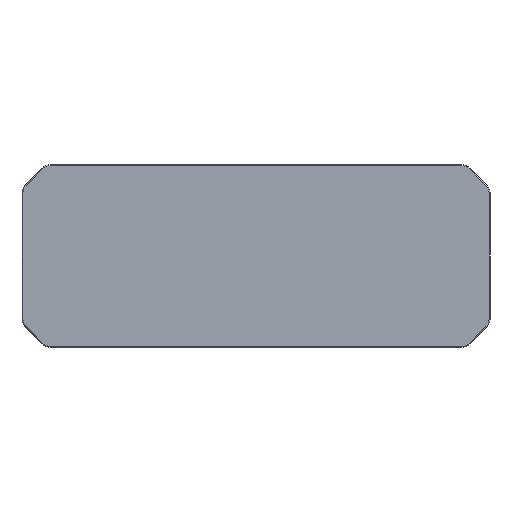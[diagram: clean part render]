
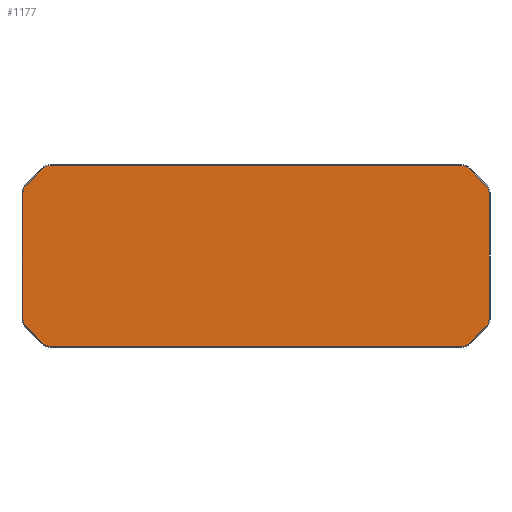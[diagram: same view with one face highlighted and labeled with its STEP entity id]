
A CAD part, front view. The second image highlights one B-rep face of the part: STEP entity #1177.
In plain terms, the highlighted free-form (B-spline) face has degree [1, 1] with [2, 2] control points.
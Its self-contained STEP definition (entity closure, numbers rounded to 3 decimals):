
#1177 = ADVANCED_FACE('',(#1178),#1300,.F.);
#1178 = FACE_BOUND('',#1179,.T.);
#1179 = EDGE_LOOP('',(#1180,#1190,#1197,#1205,#1212,#1220,#1227,#1235,
    #1242,#1250,#1257,#1265,#1272,#1280,#1287,#1295));
#1180 = ORIENTED_EDGE('',*,*,#1181,.T.);
#1181 = EDGE_CURVE('',#1182,#1184,#1186,.T.);
#1182 = VERTEX_POINT('',#1183);
#1183 = CARTESIAN_POINT('',(115.932,-18.192,
    46.24));
#1184 = VERTEX_POINT('',#1185);
#1185 = CARTESIAN_POINT('',(113.96,-18.192,
    47.057));
#1186 = ( BOUNDED_CURVE() B_SPLINE_CURVE(2,(#1187,#1188,#1189),
.UNSPECIFIED.,.F.,.F.) B_SPLINE_CURVE_WITH_KNOTS((3,3),(5.498,
6.283),.PIECEWISE_BEZIER_KNOTS.) CURVE() 
GEOMETRIC_REPRESENTATION_ITEM() RATIONAL_B_SPLINE_CURVE((1.,
0.924,1.)) REPRESENTATION_ITEM('') );
#1187 = CARTESIAN_POINT('',(115.932,-18.192,
    46.24));
#1188 = CARTESIAN_POINT('',(115.115,-18.192,
    47.057));
#1189 = CARTESIAN_POINT('',(113.96,-18.192,
    47.057));
#1190 = ORIENTED_EDGE('',*,*,#1191,.T.);
#1191 = EDGE_CURVE('',#1184,#1192,#1194,.T.);
#1192 = VERTEX_POINT('',#1193);
#1193 = CARTESIAN_POINT('',(7.32,-18.192,
    47.057));
#1194 = B_SPLINE_CURVE_WITH_KNOTS('',1,(#1195,#1196),.UNSPECIFIED.,.F.,
  .F.,(2,2),(-111.67,0.),.PIECEWISE_BEZIER_KNOTS.);
#1195 = CARTESIAN_POINT('',(113.96,-18.192,
    47.057));
#1196 = CARTESIAN_POINT('',(7.32,-18.192,
    47.057));
#1197 = ORIENTED_EDGE('',*,*,#1198,.T.);
#1198 = EDGE_CURVE('',#1192,#1199,#1201,.T.);
#1199 = VERTEX_POINT('',#1200);
#1200 = CARTESIAN_POINT('',(5.347,-18.192,
    46.24));
#1201 = ( BOUNDED_CURVE() B_SPLINE_CURVE(2,(#1202,#1203,#1204),
.UNSPECIFIED.,.F.,.F.) B_SPLINE_CURVE_WITH_KNOTS((3,3),(0.,
0.785),.PIECEWISE_BEZIER_KNOTS.) CURVE() 
GEOMETRIC_REPRESENTATION_ITEM() RATIONAL_B_SPLINE_CURVE((1.,
0.924,1.)) REPRESENTATION_ITEM('') );
#1202 = CARTESIAN_POINT('',(7.32,-18.192,
    47.057));
#1203 = CARTESIAN_POINT('',(6.164,-18.192,
    47.057));
#1204 = CARTESIAN_POINT('',(5.347,-18.192,
    46.24));
#1205 = ORIENTED_EDGE('',*,*,#1206,.T.);
#1206 = EDGE_CURVE('',#1199,#1207,#1209,.T.);
#1207 = VERTEX_POINT('',#1208);
#1208 = CARTESIAN_POINT('',(1.06,-18.192,
    41.952));
#1209 = B_SPLINE_CURVE_WITH_KNOTS('',1,(#1210,#1211),.UNSPECIFIED.,.F.,
  .F.,(2,2),(-6.35,0.),.PIECEWISE_BEZIER_KNOTS.);
#1210 = CARTESIAN_POINT('',(5.347,-18.192,
    46.24));
#1211 = CARTESIAN_POINT('',(1.06,-18.192,
    41.952));
#1212 = ORIENTED_EDGE('',*,*,#1213,.T.);
#1213 = EDGE_CURVE('',#1207,#1214,#1216,.T.);
#1214 = VERTEX_POINT('',#1215);
#1215 = CARTESIAN_POINT('',(0.243,-18.192,
    39.979));
#1216 = ( BOUNDED_CURVE() B_SPLINE_CURVE(2,(#1217,#1218,#1219),
.UNSPECIFIED.,.F.,.F.) B_SPLINE_CURVE_WITH_KNOTS((3,3),(0.785,
1.571),.PIECEWISE_BEZIER_KNOTS.) CURVE() 
GEOMETRIC_REPRESENTATION_ITEM() RATIONAL_B_SPLINE_CURVE((1.,
0.924,1.)) REPRESENTATION_ITEM('') );
#1217 = CARTESIAN_POINT('',(1.06,-18.192,
    41.952));
#1218 = CARTESIAN_POINT('',(0.243,-18.192,
    41.135));
#1219 = CARTESIAN_POINT('',(0.243,-18.192,
    39.979));
#1220 = ORIENTED_EDGE('',*,*,#1221,.T.);
#1221 = EDGE_CURVE('',#1214,#1222,#1224,.T.);
#1222 = VERTEX_POINT('',#1223);
#1223 = CARTESIAN_POINT('',(0.243,-18.192,
    7.32));
#1224 = B_SPLINE_CURVE_WITH_KNOTS('',1,(#1225,#1226),.UNSPECIFIED.,.F.,
  .F.,(2,2),(-34.2,0.),.PIECEWISE_BEZIER_KNOTS.);
#1225 = CARTESIAN_POINT('',(0.243,-18.192,
    39.979));
#1226 = CARTESIAN_POINT('',(0.243,-18.192,
    7.32));
#1227 = ORIENTED_EDGE('',*,*,#1228,.T.);
#1228 = EDGE_CURVE('',#1222,#1229,#1231,.T.);
#1229 = VERTEX_POINT('',#1230);
#1230 = CARTESIAN_POINT('',(1.06,-18.192,
    5.347));
#1231 = ( BOUNDED_CURVE() B_SPLINE_CURVE(2,(#1232,#1233,#1234),
.UNSPECIFIED.,.F.,.F.) B_SPLINE_CURVE_WITH_KNOTS((3,3),(1.571,
2.356),.PIECEWISE_BEZIER_KNOTS.) CURVE() 
GEOMETRIC_REPRESENTATION_ITEM() RATIONAL_B_SPLINE_CURVE((1.,
0.924,1.)) REPRESENTATION_ITEM('') );
#1232 = CARTESIAN_POINT('',(0.243,-18.192,
    7.32));
#1233 = CARTESIAN_POINT('',(0.243,-18.192,
    6.164));
#1234 = CARTESIAN_POINT('',(1.06,-18.192,
    5.347));
#1235 = ORIENTED_EDGE('',*,*,#1236,.T.);
#1236 = EDGE_CURVE('',#1229,#1237,#1239,.T.);
#1237 = VERTEX_POINT('',#1238);
#1238 = CARTESIAN_POINT('',(5.347,-18.192,
    1.06));
#1239 = B_SPLINE_CURVE_WITH_KNOTS('',1,(#1240,#1241),.UNSPECIFIED.,.F.,
  .F.,(2,2),(-6.35,0.),.PIECEWISE_BEZIER_KNOTS.);
#1240 = CARTESIAN_POINT('',(1.06,-18.192,
    5.347));
#1241 = CARTESIAN_POINT('',(5.347,-18.192,
    1.06));
#1242 = ORIENTED_EDGE('',*,*,#1243,.T.);
#1243 = EDGE_CURVE('',#1237,#1244,#1246,.T.);
#1244 = VERTEX_POINT('',#1245);
#1245 = CARTESIAN_POINT('',(7.32,-18.192,
    0.243));
#1246 = ( BOUNDED_CURVE() B_SPLINE_CURVE(2,(#1247,#1248,#1249),
.UNSPECIFIED.,.F.,.F.) B_SPLINE_CURVE_WITH_KNOTS((3,3),(2.356,
3.142),.PIECEWISE_BEZIER_KNOTS.) CURVE() 
GEOMETRIC_REPRESENTATION_ITEM() RATIONAL_B_SPLINE_CURVE((1.,
0.924,1.)) REPRESENTATION_ITEM('') );
#1247 = CARTESIAN_POINT('',(5.347,-18.192,
    1.06));
#1248 = CARTESIAN_POINT('',(6.164,-18.192,
    0.243));
#1249 = CARTESIAN_POINT('',(7.32,-18.192,
    0.243));
#1250 = ORIENTED_EDGE('',*,*,#1251,.T.);
#1251 = EDGE_CURVE('',#1244,#1252,#1254,.T.);
#1252 = VERTEX_POINT('',#1253);
#1253 = CARTESIAN_POINT('',(113.96,-18.192,
    0.243));
#1254 = B_SPLINE_CURVE_WITH_KNOTS('',1,(#1255,#1256),.UNSPECIFIED.,.F.,
  .F.,(2,2),(-111.67,0.),.PIECEWISE_BEZIER_KNOTS.);
#1255 = CARTESIAN_POINT('',(7.32,-18.192,
    0.243));
#1256 = CARTESIAN_POINT('',(113.96,-18.192,
    0.243));
#1257 = ORIENTED_EDGE('',*,*,#1258,.T.);
#1258 = EDGE_CURVE('',#1252,#1259,#1261,.T.);
#1259 = VERTEX_POINT('',#1260);
#1260 = CARTESIAN_POINT('',(115.932,-18.192,
    1.06));
#1261 = ( BOUNDED_CURVE() B_SPLINE_CURVE(2,(#1262,#1263,#1264),
.UNSPECIFIED.,.F.,.F.) B_SPLINE_CURVE_WITH_KNOTS((3,3),(3.142,
3.927),.PIECEWISE_BEZIER_KNOTS.) CURVE() 
GEOMETRIC_REPRESENTATION_ITEM() RATIONAL_B_SPLINE_CURVE((1.,
0.924,1.)) REPRESENTATION_ITEM('') );
#1262 = CARTESIAN_POINT('',(113.96,-18.192,
    0.243));
#1263 = CARTESIAN_POINT('',(115.115,-18.192,
    0.243));
#1264 = CARTESIAN_POINT('',(115.932,-18.192,
    1.06));
#1265 = ORIENTED_EDGE('',*,*,#1266,.T.);
#1266 = EDGE_CURVE('',#1259,#1267,#1269,.T.);
#1267 = VERTEX_POINT('',#1268);
#1268 = CARTESIAN_POINT('',(120.22,-18.192,
    5.347));
#1269 = B_SPLINE_CURVE_WITH_KNOTS('',1,(#1270,#1271),.UNSPECIFIED.,.F.,
  .F.,(2,2),(-6.35,0.),.PIECEWISE_BEZIER_KNOTS.);
#1270 = CARTESIAN_POINT('',(115.932,-18.192,
    1.06));
#1271 = CARTESIAN_POINT('',(120.22,-18.192,
    5.347));
#1272 = ORIENTED_EDGE('',*,*,#1273,.T.);
#1273 = EDGE_CURVE('',#1267,#1274,#1276,.T.);
#1274 = VERTEX_POINT('',#1275);
#1275 = CARTESIAN_POINT('',(121.037,-18.192,
    7.32));
#1276 = ( BOUNDED_CURVE() B_SPLINE_CURVE(2,(#1277,#1278,#1279),
.UNSPECIFIED.,.F.,.F.) B_SPLINE_CURVE_WITH_KNOTS((3,3),(3.927,
4.712),.PIECEWISE_BEZIER_KNOTS.) CURVE() 
GEOMETRIC_REPRESENTATION_ITEM() RATIONAL_B_SPLINE_CURVE((1.,
0.924,1.)) REPRESENTATION_ITEM('') );
#1277 = CARTESIAN_POINT('',(120.22,-18.192,
    5.347));
#1278 = CARTESIAN_POINT('',(121.037,-18.192,
    6.164));
#1279 = CARTESIAN_POINT('',(121.037,-18.192,
    7.32));
#1280 = ORIENTED_EDGE('',*,*,#1281,.T.);
#1281 = EDGE_CURVE('',#1274,#1282,#1284,.T.);
#1282 = VERTEX_POINT('',#1283);
#1283 = CARTESIAN_POINT('',(121.037,-18.192,
    39.979));
#1284 = B_SPLINE_CURVE_WITH_KNOTS('',1,(#1285,#1286),.UNSPECIFIED.,.F.,
  .F.,(2,2),(-34.2,0.),.PIECEWISE_BEZIER_KNOTS.);
#1285 = CARTESIAN_POINT('',(121.037,-18.192,
    7.32));
#1286 = CARTESIAN_POINT('',(121.037,-18.192,
    39.979));
#1287 = ORIENTED_EDGE('',*,*,#1288,.T.);
#1288 = EDGE_CURVE('',#1282,#1289,#1291,.T.);
#1289 = VERTEX_POINT('',#1290);
#1290 = CARTESIAN_POINT('',(120.22,-18.192,
    41.952));
#1291 = ( BOUNDED_CURVE() B_SPLINE_CURVE(2,(#1292,#1293,#1294),
.UNSPECIFIED.,.F.,.F.) B_SPLINE_CURVE_WITH_KNOTS((3,3),(4.712,
5.498),.PIECEWISE_BEZIER_KNOTS.) CURVE() 
GEOMETRIC_REPRESENTATION_ITEM() RATIONAL_B_SPLINE_CURVE((1.,
0.924,1.)) REPRESENTATION_ITEM('') );
#1292 = CARTESIAN_POINT('',(121.037,-18.192,
    39.979));
#1293 = CARTESIAN_POINT('',(121.037,-18.192,
    41.135));
#1294 = CARTESIAN_POINT('',(120.22,-18.192,
    41.952));
#1295 = ORIENTED_EDGE('',*,*,#1296,.T.);
#1296 = EDGE_CURVE('',#1289,#1182,#1297,.T.);
#1297 = B_SPLINE_CURVE_WITH_KNOTS('',1,(#1298,#1299),.UNSPECIFIED.,.F.,
  .F.,(2,2),(-6.35,0.),.PIECEWISE_BEZIER_KNOTS.);
#1298 = CARTESIAN_POINT('',(120.22,-18.192,
    41.952));
#1299 = CARTESIAN_POINT('',(115.932,-18.192,
    46.24));
#1300 = B_SPLINE_SURFACE_WITH_KNOTS('',1,1,(
    (#1301,#1302)
    ,(#1303,#1304
  )),.UNSPECIFIED.,.F.,.F.,.F.,(2,2),(2,2),(0.254,49.276),(0.254,126.746
    ),.PIECEWISE_BEZIER_KNOTS.);
#1301 = CARTESIAN_POINT('',(0.243,-18.192,
    0.243));
#1302 = CARTESIAN_POINT('',(121.037,-18.192,
    0.243));
#1303 = CARTESIAN_POINT('',(0.243,-18.192,
    47.057));
#1304 = CARTESIAN_POINT('',(121.037,-18.192,
    47.057));
